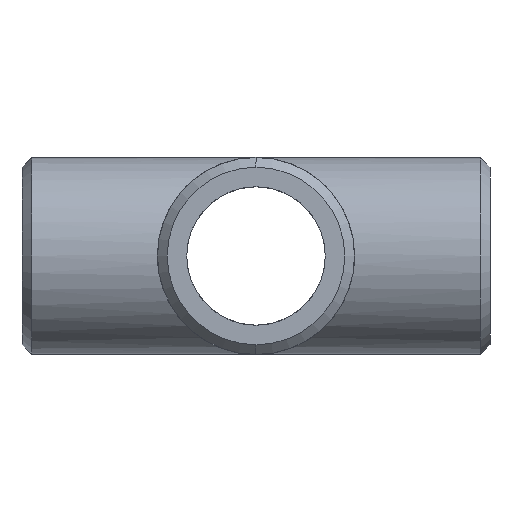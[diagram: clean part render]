
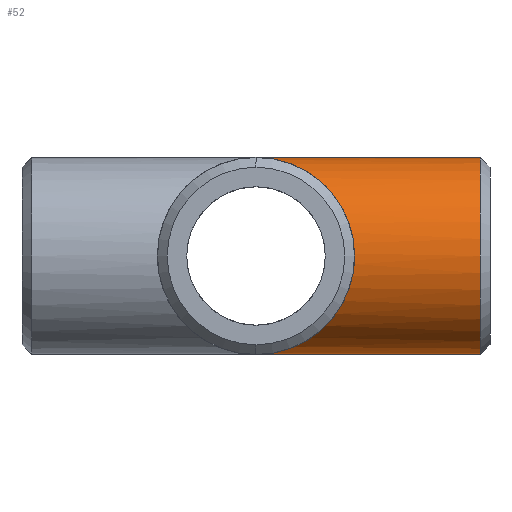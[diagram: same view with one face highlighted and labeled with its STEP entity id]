
A CAD part, left-side view. The second image highlights one B-rep face of the part: STEP entity #52.
In plain terms, the highlighted cylindrical face has radius 24 mm (diameter 48 mm), a partial arc.
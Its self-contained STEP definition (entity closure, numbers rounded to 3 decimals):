
#40 = CARTESIAN_POINT ( 'NONE',  ( 0., 0., 24. ) ) ;
#52 = ADVANCED_FACE ( 'NONE', ( #317 ), #261, .T. ) ;
#88 = VERTEX_POINT ( 'NONE', #741 ) ;
#96 = ORIENTED_EDGE ( 'NONE', *, *, #187, .T. ) ;
#119 = VECTOR ( 'NONE', #406, 1000. ) ;
#124 = CARTESIAN_POINT ( 'NONE',  ( 0., 0., 24. ) ) ;
#128 = AXIS2_PLACEMENT_3D ( 'NONE', #295, #724, #540 ) ;
#138 = VERTEX_POINT ( 'NONE', #124 ) ;
#164 = CARTESIAN_POINT ( 'NONE',  ( 0., -57., -24. ) ) ;
#187 = EDGE_CURVE ( 'NONE', #713, #138, #770, .T. ) ;
#195 = CIRCLE ( 'NONE', #128, 24. ) ;
#211 =( BOUNDED_CURVE ( )  B_SPLINE_CURVE ( 3, ( #723, #670, #420, #40 ),
 .UNSPECIFIED., .F., .T. ) 
 B_SPLINE_CURVE_WITH_KNOTS ( ( 4, 4 ),
 ( 4.712, 7.854 ),
 .UNSPECIFIED. ) 
 CURVE ( )  GEOMETRIC_REPRESENTATION_ITEM ( )  RATIONAL_B_SPLINE_CURVE ( ( 1., 0.333, 0.333, 1. ) ) 
 REPRESENTATION_ITEM ( '' )  );
#231 = LINE ( 'NONE', #164, #305 ) ;
#239 = ORIENTED_EDGE ( 'NONE', *, *, #357, .F. ) ;
#261 = CYLINDRICAL_SURFACE ( 'NONE', #552, 24. ) ;
#268 = CARTESIAN_POINT ( 'NONE',  ( 0., -57., 0. ) ) ;
#290 = CARTESIAN_POINT ( 'NONE',  ( 0., -57., 24. ) ) ;
#295 = CARTESIAN_POINT ( 'NONE',  ( 0., -54.62, 0. ) ) ;
#305 = VECTOR ( 'NONE', #409, 1000. ) ;
#317 = FACE_OUTER_BOUND ( 'NONE', #765, .T. ) ;
#357 = EDGE_CURVE ( 'NONE', #465, #88, #231, .T. ) ;
#360 = ORIENTED_EDGE ( 'NONE', *, *, #412, .T. ) ;
#406 = DIRECTION ( 'NONE',  ( 0., 1., 0. ) ) ;
#409 = DIRECTION ( 'NONE',  ( 0., 1., 0. ) ) ;
#412 = EDGE_CURVE ( 'NONE', #465, #713, #195, .T. ) ;
#420 = CARTESIAN_POINT ( 'NONE',  ( -48., -48., 24. ) ) ;
#428 = ORIENTED_EDGE ( 'NONE', *, *, #749, .F. ) ;
#465 = VERTEX_POINT ( 'NONE', #500 ) ;
#500 = CARTESIAN_POINT ( 'NONE',  ( 0., -54.62, -24. ) ) ;
#540 = DIRECTION ( 'NONE',  ( 0., 0., -1. ) ) ;
#552 = AXIS2_PLACEMENT_3D ( 'NONE', #268, #693, #755 ) ;
#604 = CARTESIAN_POINT ( 'NONE',  ( 0., -54.62, 24. ) ) ;
#670 = CARTESIAN_POINT ( 'NONE',  ( -48., -48., -24. ) ) ;
#693 = DIRECTION ( 'NONE',  ( 0., 1., 0. ) ) ;
#713 = VERTEX_POINT ( 'NONE', #604 ) ;
#723 = CARTESIAN_POINT ( 'NONE',  ( 0., 0., -24. ) ) ;
#724 = DIRECTION ( 'NONE',  ( 0., 1., 0. ) ) ;
#741 = CARTESIAN_POINT ( 'NONE',  ( 0., 0., -24. ) ) ;
#749 = EDGE_CURVE ( 'NONE', #88, #138, #211, .T. ) ;
#755 = DIRECTION ( 'NONE',  ( 0., 0., -1. ) ) ;
#765 = EDGE_LOOP ( 'NONE', ( #360, #96, #428, #239 ) ) ;
#770 = LINE ( 'NONE', #290, #119 ) ;
